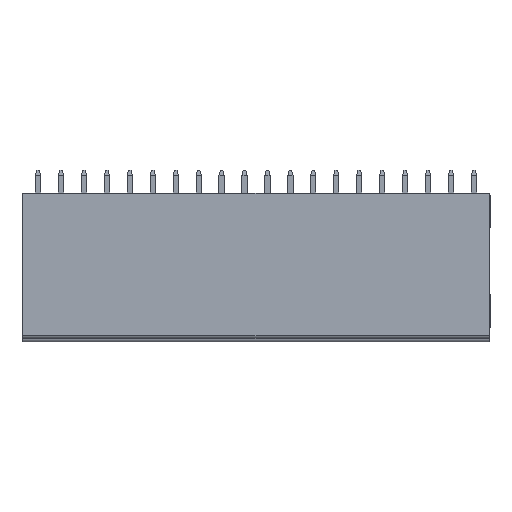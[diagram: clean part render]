
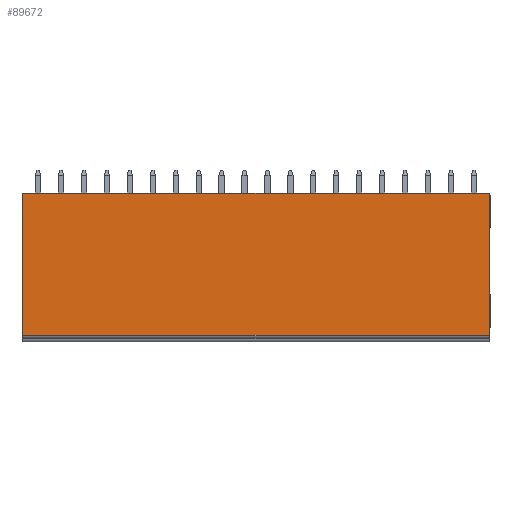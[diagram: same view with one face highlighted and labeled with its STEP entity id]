
A CAD part, top view. The second image highlights one B-rep face of the part: STEP entity #89672.
In plain terms, the highlighted planar face has unit normal (0, 0, 1).
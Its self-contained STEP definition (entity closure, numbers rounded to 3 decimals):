
#32047=DIRECTION('',(-1.,0.,0.));
#32048=VECTOR('',#32047,71.1);
#32049=CARTESIAN_POINT('',(-0.15,-10.3,9.2));
#32050=LINE('',#32049,#32048);
#32056=DIRECTION('',(0.,-1.,0.));
#32057=VECTOR('',#32056,21.7);
#32058=CARTESIAN_POINT('',(-71.25,11.4,9.2));
#32059=LINE('',#32058,#32057);
#32060=DIRECTION('',(-1.,0.,0.));
#32061=VECTOR('',#32060,71.1);
#32062=CARTESIAN_POINT('',(-0.15,11.4,9.2));
#32063=LINE('',#32062,#32061);
#32064=DIRECTION('',(0.,-1.,0.));
#32065=VECTOR('',#32064,21.7);
#32066=CARTESIAN_POINT('',(-0.15,11.4,9.2));
#32067=LINE('',#32066,#32065);
#39120=CARTESIAN_POINT('',(-0.15,11.4,9.2));
#39121=VERTEX_POINT('',#39120);
#39122=CARTESIAN_POINT('',(-0.15,-10.3,9.2));
#39123=VERTEX_POINT('',#39122);
#44740=CARTESIAN_POINT('',(-71.25,11.4,9.2));
#44741=VERTEX_POINT('',#44740);
#44742=CARTESIAN_POINT('',(-71.25,-10.3,9.2));
#44743=VERTEX_POINT('',#44742);
#89660=CARTESIAN_POINT('',(0.,11.4,9.2));
#89661=DIRECTION('',(0.,0.,1.));
#89662=DIRECTION('',(0.,-1.,0.));
#89663=AXIS2_PLACEMENT_3D('',#89660,#89661,#89662);
#89664=PLANE('',#89663);
#89665=ORIENTED_EDGE('',*,*,#67093,.F.);
#89667=ORIENTED_EDGE('',*,*,#89666,.F.);
#89668=ORIENTED_EDGE('',*,*,#89449,.T.);
#89669=ORIENTED_EDGE('',*,*,#89653,.T.);
#89670=EDGE_LOOP('',(#89665,#89667,#89668,#89669));
#89671=FACE_OUTER_BOUND('',#89670,.F.);
#89672=ADVANCED_FACE('',(#89671),#89664,.T.);
#67093=EDGE_CURVE('',#44741,#44743,#32059,.T.);
#89449=EDGE_CURVE('',#39121,#39123,#32067,.T.);
#89653=EDGE_CURVE('',#39123,#44743,#32050,.T.);
#89666=EDGE_CURVE('',#39121,#44741,#32063,.T.);
